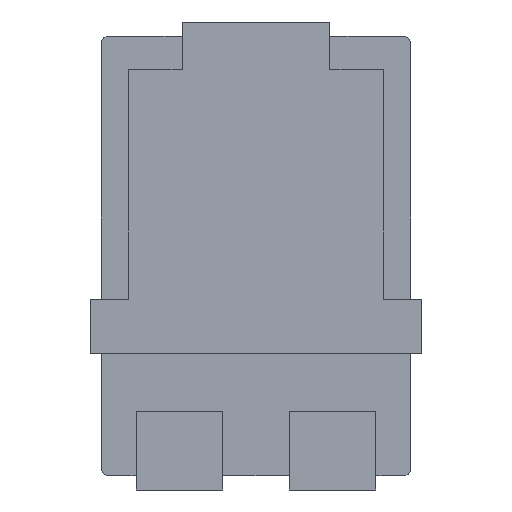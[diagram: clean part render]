
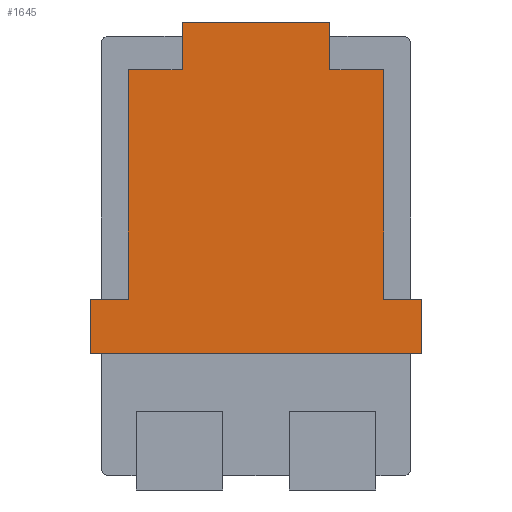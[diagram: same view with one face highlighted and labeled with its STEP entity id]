
A CAD part, front view. The second image highlights one B-rep face of the part: STEP entity #1645.
In plain terms, the highlighted planar face has unit normal (0, -1, 0).
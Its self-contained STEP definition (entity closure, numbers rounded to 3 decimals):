
#52 = CARTESIAN_POINT ( 'NONE',  ( -1.775, 0., 2.59 ) ) ;
#62 = LINE ( 'NONE', #1925, #834 ) ;
#85 = CARTESIAN_POINT ( 'NONE',  ( 1.025, 0., 3.25 ) ) ;
#89 = ORIENTED_EDGE ( 'NONE', *, *, #1781, .T. ) ;
#130 = EDGE_CURVE ( 'NONE', #1429, #923, #1231, .T. ) ;
#139 = DIRECTION ( 'NONE',  ( -1., 0., 0. ) ) ;
#155 = LINE ( 'NONE', #397, #1156 ) ;
#168 = ORIENTED_EDGE ( 'NONE', *, *, #799, .T. ) ;
#174 = ORIENTED_EDGE ( 'NONE', *, *, #338, .T. ) ;
#222 = VERTEX_POINT ( 'NONE', #85 ) ;
#232 = CARTESIAN_POINT ( 'NONE',  ( -1.775, 0., -0.6 ) ) ;
#234 = ORIENTED_EDGE ( 'NONE', *, *, #1633, .T. ) ;
#236 = VERTEX_POINT ( 'NONE', #1436 ) ;
#249 = DIRECTION ( 'NONE',  ( 0., 0., 1. ) ) ;
#254 = ORIENTED_EDGE ( 'NONE', *, *, #130, .T. ) ;
#269 = ORIENTED_EDGE ( 'NONE', *, *, #309, .T. ) ;
#277 = VECTOR ( 'NONE', #139, 1000. ) ;
#291 = VERTEX_POINT ( 'NONE', #407 ) ;
#309 = EDGE_CURVE ( 'NONE', #1213, #944, #790, .T. ) ;
#326 = EDGE_CURVE ( 'NONE', #912, #236, #62, .T. ) ;
#337 = CARTESIAN_POINT ( 'NONE',  ( -1.025, 0., 2.59 ) ) ;
#338 = EDGE_CURVE ( 'NONE', #1010, #1493, #1721, .T. ) ;
#345 = LINE ( 'NONE', #551, #502 ) ;
#397 = CARTESIAN_POINT ( 'NONE',  ( 1.025, 0., 3.25 ) ) ;
#407 = CARTESIAN_POINT ( 'NONE',  ( 2.3, 0., -1.35 ) ) ;
#430 = VERTEX_POINT ( 'NONE', #1632 ) ;
#466 = LINE ( 'NONE', #1148, #745 ) ;
#476 = CARTESIAN_POINT ( 'NONE',  ( 1.025, 0., 2.59 ) ) ;
#477 = CARTESIAN_POINT ( 'NONE',  ( 1.025, 0., 2.59 ) ) ;
#487 = ORIENTED_EDGE ( 'NONE', *, *, #1765, .T. ) ;
#496 = ORIENTED_EDGE ( 'NONE', *, *, #1590, .T. ) ;
#497 = EDGE_LOOP ( 'NONE', ( #234, #496, #541, #174, #730, #269, #1819, #89, #487, #1780, #168, #254 ) ) ;
#502 = VECTOR ( 'NONE', #1589, 1000. ) ;
#541 = ORIENTED_EDGE ( 'NONE', *, *, #1741, .T. ) ;
#551 = CARTESIAN_POINT ( 'NONE',  ( -2.3, 0., -1.35 ) ) ;
#602 = VECTOR ( 'NONE', #1386, 1000. ) ;
#639 = VECTOR ( 'NONE', #1861, 1000. ) ;
#659 = PLANE ( 'NONE',  #1756 ) ;
#677 = DIRECTION ( 'NONE',  ( 0., 0., 1. ) ) ;
#730 = ORIENTED_EDGE ( 'NONE', *, *, #1037, .T. ) ;
#742 = LINE ( 'NONE', #52, #602 ) ;
#745 = VECTOR ( 'NONE', #249, 1000. ) ;
#770 = VECTOR ( 'NONE', #1274, 1000. ) ;
#772 = EDGE_CURVE ( 'NONE', #944, #1837, #1793, .T. ) ;
#787 = LINE ( 'NONE', #1575, #1181 ) ;
#790 = LINE ( 'NONE', #232, #770 ) ;
#798 = DIRECTION ( 'NONE',  ( -1., 0., 0. ) ) ;
#799 = EDGE_CURVE ( 'NONE', #236, #1429, #466, .T. ) ;
#808 = VECTOR ( 'NONE', #838, 1000. ) ;
#810 = CARTESIAN_POINT ( 'NONE',  ( -1.775, 0., -0.6 ) ) ;
#821 = DIRECTION ( 'NONE',  ( 0., -1., 0. ) ) ;
#834 = VECTOR ( 'NONE', #1458, 1000. ) ;
#837 = VECTOR ( 'NONE', #798, 1000. ) ;
#838 = DIRECTION ( 'NONE',  ( 0., 0., -1. ) ) ;
#912 = VERTEX_POINT ( 'NONE', #916 ) ;
#916 = CARTESIAN_POINT ( 'NONE',  ( 2.3, 0., -0.6 ) ) ;
#923 = VERTEX_POINT ( 'NONE', #477 ) ;
#934 = FACE_OUTER_BOUND ( 'NONE', #497, .T. ) ;
#944 = VERTEX_POINT ( 'NONE', #1497 ) ;
#969 = CARTESIAN_POINT ( 'NONE',  ( -1.025, 0., 3.25 ) ) ;
#971 = DIRECTION ( 'NONE',  ( 0., 0., -1. ) ) ;
#989 = LINE ( 'NONE', #969, #639 ) ;
#1010 = VERTEX_POINT ( 'NONE', #337 ) ;
#1037 = EDGE_CURVE ( 'NONE', #1493, #1213, #742, .T. ) ;
#1148 = CARTESIAN_POINT ( 'NONE',  ( 1.775, 0., -0.6 ) ) ;
#1156 = VECTOR ( 'NONE', #1290, 1000. ) ;
#1181 = VECTOR ( 'NONE', #677, 1000. ) ;
#1213 = VERTEX_POINT ( 'NONE', #810 ) ;
#1231 = LINE ( 'NONE', #1404, #837 ) ;
#1274 = DIRECTION ( 'NONE',  ( -1., 0., 0. ) ) ;
#1290 = DIRECTION ( 'NONE',  ( -1., 0., 0. ) ) ;
#1325 = CARTESIAN_POINT ( 'NONE',  ( -2.3, 0., -1.35 ) ) ;
#1376 = DIRECTION ( 'NONE',  ( 0., 0., 1. ) ) ;
#1386 = DIRECTION ( 'NONE',  ( 0., 0., -1. ) ) ;
#1404 = CARTESIAN_POINT ( 'NONE',  ( 1.775, 0., 2.59 ) ) ;
#1429 = VERTEX_POINT ( 'NONE', #1916 ) ;
#1436 = CARTESIAN_POINT ( 'NONE',  ( 1.775, 0., -0.6 ) ) ;
#1458 = DIRECTION ( 'NONE',  ( -1., 0., 0. ) ) ;
#1493 = VERTEX_POINT ( 'NONE', #1820 ) ;
#1497 = CARTESIAN_POINT ( 'NONE',  ( -2.3, 0., -0.6 ) ) ;
#1528 = VECTOR ( 'NONE', #1376, 1000. ) ;
#1575 = CARTESIAN_POINT ( 'NONE',  ( 2.3, 0., -1.35 ) ) ;
#1589 = DIRECTION ( 'NONE',  ( 1., 0., 0. ) ) ;
#1590 = EDGE_CURVE ( 'NONE', #222, #430, #155, .T. ) ;
#1595 = CARTESIAN_POINT ( 'NONE',  ( -1.025, 0., 2.59 ) ) ;
#1632 = CARTESIAN_POINT ( 'NONE',  ( -1.025, 0., 3.25 ) ) ;
#1633 = EDGE_CURVE ( 'NONE', #923, #222, #1687, .T. ) ;
#1645 = ADVANCED_FACE ( 'NONE', ( #934 ), #659, .T. ) ;
#1687 = LINE ( 'NONE', #476, #1528 ) ;
#1703 = CARTESIAN_POINT ( 'NONE',  ( 0., 0., 0. ) ) ;
#1721 = LINE ( 'NONE', #1595, #277 ) ;
#1741 = EDGE_CURVE ( 'NONE', #430, #1010, #989, .T. ) ;
#1756 = AXIS2_PLACEMENT_3D ( 'NONE', #1703, #821, #971 ) ;
#1765 = EDGE_CURVE ( 'NONE', #291, #912, #787, .T. ) ;
#1780 = ORIENTED_EDGE ( 'NONE', *, *, #326, .T. ) ;
#1781 = EDGE_CURVE ( 'NONE', #1837, #291, #345, .T. ) ;
#1793 = LINE ( 'NONE', #1878, #808 ) ;
#1819 = ORIENTED_EDGE ( 'NONE', *, *, #772, .T. ) ;
#1820 = CARTESIAN_POINT ( 'NONE',  ( -1.775, 0., 2.59 ) ) ;
#1837 = VERTEX_POINT ( 'NONE', #1325 ) ;
#1861 = DIRECTION ( 'NONE',  ( 0., 0., -1. ) ) ;
#1878 = CARTESIAN_POINT ( 'NONE',  ( -2.3, 0., -0.6 ) ) ;
#1916 = CARTESIAN_POINT ( 'NONE',  ( 1.775, 0., 2.59 ) ) ;
#1925 = CARTESIAN_POINT ( 'NONE',  ( 2.3, 0., -0.6 ) ) ;
